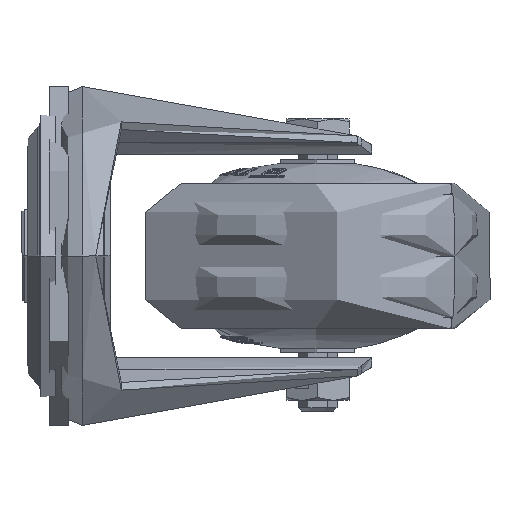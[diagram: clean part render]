
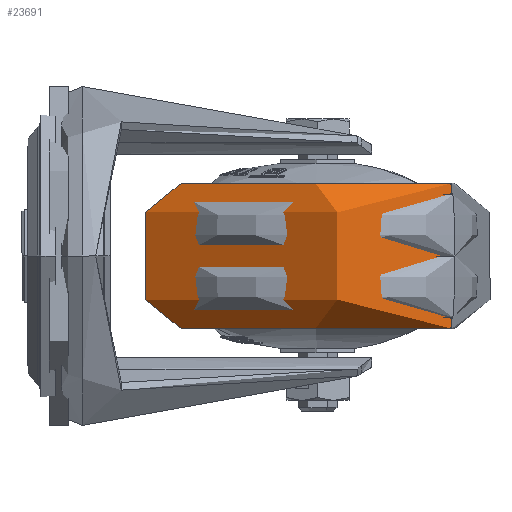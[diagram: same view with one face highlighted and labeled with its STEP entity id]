
A CAD part, left-side view. The second image highlights one B-rep face of the part: STEP entity #23691.
In plain terms, the highlighted free-form (B-spline) face has degree [3, 3] with [4, 4] control points.
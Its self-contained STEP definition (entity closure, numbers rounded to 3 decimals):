
#59 = CARTESIAN_POINT ( 'NONE',  ( 21.48, -88.697, 15. ) ) ;
#667 = EDGE_CURVE ( 'NONE', #12911, #3848, #42423, .T. ) ;
#716 = CARTESIAN_POINT ( 'NONE',  ( 13.54, -102.009, 15. ) ) ;
#1194 = CARTESIAN_POINT ( 'NONE',  ( 54.52, -33.303, 15. ) ) ;
#2704 = CARTESIAN_POINT ( 'NONE',  ( 13.54, -102.009, 15. ) ) ;
#3578 = CARTESIAN_POINT ( 'NONE',  ( -19.558, 28.93, -15. ) ) ;
#3848 = VERTEX_POINT ( 'NONE', #1194 ) ;
#4012 = CARTESIAN_POINT ( 'NONE',  ( 54.52, -33.303, -15. ) ) ;
#5602 = CARTESIAN_POINT ( 'NONE',  ( 13.54, -102.009, -15. ) ) ;
#5689 = CARTESIAN_POINT ( 'NONE',  ( 54.52, -33.303, 15. ) ) ;
#5758 = DIRECTION ( 'NONE',  ( 0.512, 0.859, 0. ) ) ;
#6665 = CARTESIAN_POINT ( 'NONE',  ( -68.479, -53.089, 15. ) ) ;
#7957 =( BOUNDED_CURVE ( )  B_SPLINE_CURVE ( 3, ( #32971, #5602, #2704, #35851 ),
 .UNSPECIFIED., .F., .T. ) 
 B_SPLINE_CURVE_WITH_KNOTS ( ( 4, 4 ),
 ( 0., 3.142 ),
 .UNSPECIFIED. ) 
 CURVE ( )  GEOMETRIC_REPRESENTATION_ITEM ( )  RATIONAL_B_SPLINE_CURVE ( ( 1., 0.333, 0.333, 1. ) ) 
 REPRESENTATION_ITEM ( '' )  );
#8477 = VERTEX_POINT ( 'NONE', #16808 ) ;
#9184 = CARTESIAN_POINT ( 'NONE',  ( 62.46, -19.991, 15. ) ) ;
#9258 = ORIENTED_EDGE ( 'NONE', *, *, #15383, .T. ) ;
#9957 = CARTESIAN_POINT ( 'NONE',  ( -68.479, -53.089, -15. ) ) ;
#10397 = CARTESIAN_POINT ( 'NONE',  ( 13.54, -102.009, -15. ) ) ;
#11556 = ORIENTED_EDGE ( 'NONE', *, *, #20121, .F. ) ;
#12911 = VERTEX_POINT ( 'NONE', #17361 ) ;
#14340 =( BOUNDED_SURFACE ( )  B_SPLINE_SURFACE ( 3, 3, ( 
 ( #4012, #34030, #20691, #17622 ),
 ( #36718, #3578, #9957, #10397 ),
 ( #17414, #16980, #6665, #716 ),
 ( #30985, #16765, #30119, #59 ) ),
 .UNSPECIFIED., .F., .F., .F. ) 
 B_SPLINE_SURFACE_WITH_KNOTS ( ( 4, 4 ),
 ( 4, 4 ),
 ( 0., 1. ),
 ( 0., 1. ),
 .UNSPECIFIED. ) 
 GEOMETRIC_REPRESENTATION_ITEM ( )  RATIONAL_B_SPLINE_SURFACE ( (
 ( 1., 0.333, 0.333, 1.),
 ( 0.333, 0.111, 0.111, 0.333),
 ( 0.333, 0.111, 0.111, 0.333),
 ( 1., 0.333, 0.333, 1.) ) ) 
 REPRESENTATION_ITEM ( '' )  SURFACE ( )  );
#15383 = EDGE_CURVE ( 'NONE', #8477, #16396, #7957, .T. ) ;
#15570 = CARTESIAN_POINT ( 'NONE',  ( 62.46, -19.991, -15. ) ) ;
#16396 = VERTEX_POINT ( 'NONE', #21021 ) ;
#16651 = DIRECTION ( 'NONE',  ( 0., 0., 1. ) ) ;
#16765 = CARTESIAN_POINT ( 'NONE',  ( -0.874, -0.262, 15. ) ) ;
#16808 = CARTESIAN_POINT ( 'NONE',  ( 21.48, -88.697, -15. ) ) ;
#16980 = CARTESIAN_POINT ( 'NONE',  ( -19.558, 28.93, 15. ) ) ;
#17015 = CIRCLE ( 'NONE', #19825, 32.25 ) ;
#17361 = CARTESIAN_POINT ( 'NONE',  ( 54.52, -33.303, -15. ) ) ;
#17414 = CARTESIAN_POINT ( 'NONE',  ( 62.46, -19.991, 15. ) ) ;
#17622 = CARTESIAN_POINT ( 'NONE',  ( 21.48, -88.697, -15. ) ) ;
#18707 = CARTESIAN_POINT ( 'NONE',  ( 38., -61., -15. ) ) ;
#19716 = DIRECTION ( 'NONE',  ( 0.512, 0.859, 0. ) ) ;
#19825 = AXIS2_PLACEMENT_3D ( 'NONE', #18707, #42820, #5758 ) ;
#19952 = ORIENTED_EDGE ( 'NONE', *, *, #25516, .T. ) ;
#20121 = EDGE_CURVE ( 'NONE', #3848, #16396, #28372, .T. ) ;
#20691 = CARTESIAN_POINT ( 'NONE',  ( -33.915, -55.657, -15. ) ) ;
#21021 = CARTESIAN_POINT ( 'NONE',  ( 21.48, -88.697, 15. ) ) ;
#22034 = ORIENTED_EDGE ( 'NONE', *, *, #667, .F. ) ;
#23691 = ADVANCED_FACE ( 'NONE', ( #40034 ), #14340, .F. ) ;
#25516 = EDGE_CURVE ( 'NONE', #12911, #8477, #17015, .T. ) ;
#25654 = EDGE_LOOP ( 'NONE', ( #19952, #9258, #11556, #22034 ) ) ;
#26049 = CARTESIAN_POINT ( 'NONE',  ( 38., -61., 15. ) ) ;
#28372 = CIRCLE ( 'NONE', #41067, 32.25 ) ;
#30119 = CARTESIAN_POINT ( 'NONE',  ( -33.915, -55.657, 15. ) ) ;
#30985 = CARTESIAN_POINT ( 'NONE',  ( 54.52, -33.303, 15. ) ) ;
#32971 = CARTESIAN_POINT ( 'NONE',  ( 21.48, -88.697, -15. ) ) ;
#34030 = CARTESIAN_POINT ( 'NONE',  ( -0.874, -0.262, -15. ) ) ;
#35851 = CARTESIAN_POINT ( 'NONE',  ( 21.48, -88.697, 15. ) ) ;
#36591 = CARTESIAN_POINT ( 'NONE',  ( 54.52, -33.303, -15. ) ) ;
#36718 = CARTESIAN_POINT ( 'NONE',  ( 62.46, -19.991, -15. ) ) ;
#40034 = FACE_OUTER_BOUND ( 'NONE', #25654, .T. ) ;
#41067 = AXIS2_PLACEMENT_3D ( 'NONE', #26049, #16651, #19716 ) ;
#42423 =( BOUNDED_CURVE ( )  B_SPLINE_CURVE ( 3, ( #36591, #15570, #9184, #5689 ),
 .UNSPECIFIED., .F., .F. ) 
 B_SPLINE_CURVE_WITH_KNOTS ( ( 4, 4 ),
 ( 0., 3.142 ),
 .UNSPECIFIED. ) 
 CURVE ( )  GEOMETRIC_REPRESENTATION_ITEM ( )  RATIONAL_B_SPLINE_CURVE ( ( 1., 0.333, 0.333, 1. ) ) 
 REPRESENTATION_ITEM ( '' )  );
#42820 = DIRECTION ( 'NONE',  ( 0., 0., 1. ) ) ;
